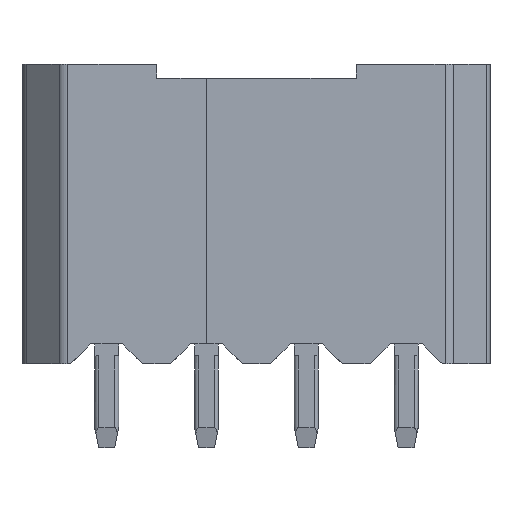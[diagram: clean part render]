
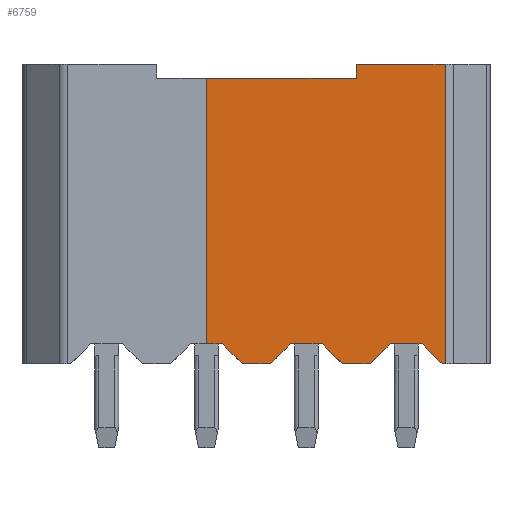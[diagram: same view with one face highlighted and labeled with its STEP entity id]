
A CAD part, front view. The second image highlights one B-rep face of the part: STEP entity #6759.
In plain terms, the highlighted planar face has unit normal (0, -1, 0).
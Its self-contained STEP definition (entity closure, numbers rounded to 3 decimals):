
#6759=ADVANCED_FACE('',(#14823),#14824,.T.);
#9691=VERTEX_POINT('',#17882);
#9693=EDGE_CURVE('',#9691,#17884,#17885,.T.);
#9789=VERTEX_POINT('',#17982);
#9793=VERTEX_POINT('',#17986);
#9795=EDGE_CURVE('',#9793,#9789,#17988,.T.);
#9995=VERTEX_POINT('',#18188);
#9999=EDGE_CURVE('',#9789,#9995,#18192,.T.);
#10007=VERTEX_POINT('',#18200);
#10009=EDGE_CURVE('',#9793,#10007,#18202,.T.);
#10039=EDGE_CURVE('',#9691,#9995,#18232,.T.);
#10175=VERTEX_POINT('',#18368);
#10179=VERTEX_POINT('',#18372);
#10181=EDGE_CURVE('',#10175,#10179,#18374,.T.);
#10259=VERTEX_POINT('',#18452);
#10265=EDGE_CURVE('',#10175,#10259,#18458,.T.);
#10317=VERTEX_POINT('',#18510);
#10321=EDGE_CURVE('',#10317,#10259,#18514,.T.);
#10341=EDGE_CURVE('',#10007,#10317,#18534,.T.);
#10575=VERTEX_POINT('',#18768);
#10579=VERTEX_POINT('',#18772);
#10581=EDGE_CURVE('',#10575,#10579,#18774,.T.);
#10735=VERTEX_POINT('',#18928);
#10741=EDGE_CURVE('',#10575,#10735,#18934,.T.);
#10787=VERTEX_POINT('',#18980);
#10789=EDGE_CURVE('',#10787,#17884,#18982,.T.);
#10791=VERTEX_POINT('',#18984);
#10793=EDGE_CURVE('',#10787,#10791,#18986,.T.);
#10795=EDGE_CURVE('',#10579,#10791,#18988,.T.);
#10797=VERTEX_POINT('',#18990);
#10799=EDGE_CURVE('',#10797,#10735,#18992,.T.);
#10801=EDGE_CURVE('',#10179,#10797,#18994,.T.);
#14823=FACE_OUTER_BOUND('',#25917,.T.);
#14824=PLANE('',#25918);
#17882=CARTESIAN_POINT('',(7.226,0.0,7.5));
#17884=VERTEX_POINT('',#31753);
#17885=LINE('',#31754,#31755);
#17982=CARTESIAN_POINT('',(9.451,0.0,0.));
#17986=CARTESIAN_POINT('',(9.376,0.0,0.));
#17988=LINE('',#31910,#31911);
#18188=CARTESIAN_POINT('',(9.451,0.0,7.5));
#18192=LINE('',#32307,#32308);
#18200=CARTESIAN_POINT('',(8.876,0.0,0.5));
#18202=LINE('',#32346,#32347);
#18232=LINE('',#32396,#32397);
#18368=CARTESIAN_POINT('',(6.876,0.0,0.));
#18372=CARTESIAN_POINT('',(6.376,0.0,0.5));
#18374=LINE('',#32637,#32638);
#18452=CARTESIAN_POINT('',(7.576,0.0,0.));
#18458=LINE('',#32772,#32773);
#18510=CARTESIAN_POINT('',(8.076,0.0,0.5));
#18514=LINE('',#32863,#32864);
#18534=LINE('',#32895,#32896);
#18768=CARTESIAN_POINT('',(4.376,0.0,0.));
#18772=CARTESIAN_POINT('',(3.876,0.0,0.5));
#18774=LINE('',#33285,#33286);
#18928=CARTESIAN_POINT('',(5.076,0.0,0.));
#18934=LINE('',#33541,#33542);
#18980=CARTESIAN_POINT('',(3.476,0.0,7.15));
#18982=LINE('',#33619,#33620);
#18984=CARTESIAN_POINT('',(3.476,0.0,0.5));
#18986=LINE('',#33625,#33626);
#18988=LINE('',#33629,#33630);
#18990=CARTESIAN_POINT('',(5.576,0.0,0.5));
#18992=LINE('',#33635,#33636);
#18994=LINE('',#33639,#33640);
#25917=EDGE_LOOP('',(#40698,#40699,#40700,#40701,#40702,#40703,#40704,#40705,#40706,#40707,#40708,#40709,#40710,#40711,#40712,#40713));
#25918=AXIS2_PLACEMENT_3D('',#40714,#40715,#40716);
#31753=CARTESIAN_POINT('',(7.226,0.0,7.15));
#31754=CARTESIAN_POINT('',(7.226,0.0,7.5));
#31755=VECTOR('',#42217,1.0);
#31910=CARTESIAN_POINT('',(9.376,0.0,0.));
#31911=VECTOR('',#42256,1.0);
#32307=CARTESIAN_POINT('',(9.451,0.0,0.));
#32308=VECTOR('',#42335,1.0);
#32346=CARTESIAN_POINT('',(9.376,0.0,0.));
#32347=VECTOR('',#42337,1.0);
#32396=CARTESIAN_POINT('',(7.226,0.0,7.5));
#32397=VECTOR('',#42352,1.0);
#32637=CARTESIAN_POINT('',(6.876,0.0,0.));
#32638=VECTOR('',#42391,1.0);
#32772=CARTESIAN_POINT('',(6.876,0.0,0.0));
#32773=VECTOR('',#42434,1.0);
#32863=CARTESIAN_POINT('',(8.076,0.0,0.5));
#32864=VECTOR('',#42454,1.0);
#32895=CARTESIAN_POINT('',(8.476,0.0,0.5));
#32896=VECTOR('',#42460,1.0);
#33285=CARTESIAN_POINT('',(4.376,0.0,0.));
#33286=VECTOR('',#42535,1.0);
#33541=CARTESIAN_POINT('',(4.376,0.0,0.0));
#33542=VECTOR('',#42603,1.0);
#33619=CARTESIAN_POINT('',(3.476,0.0,7.15));
#33620=VECTOR('',#42618,1.0);
#33625=CARTESIAN_POINT('',(3.476,0.0,7.15));
#33626=VECTOR('',#42619,1.0);
#33629=CARTESIAN_POINT('',(3.876,0.0,0.5));
#33630=VECTOR('',#42620,1.0);
#33635=CARTESIAN_POINT('',(5.576,0.0,0.5));
#33636=VECTOR('',#42621,1.0);
#33639=CARTESIAN_POINT('',(5.976,0.0,0.5));
#33640=VECTOR('',#42622,1.0);
#40698=ORIENTED_EDGE('',*,*,#9693,.T.);
#40699=ORIENTED_EDGE('',*,*,#10789,.F.);
#40700=ORIENTED_EDGE('',*,*,#10793,.T.);
#40701=ORIENTED_EDGE('',*,*,#10795,.F.);
#40702=ORIENTED_EDGE('',*,*,#10581,.F.);
#40703=ORIENTED_EDGE('',*,*,#10741,.T.);
#40704=ORIENTED_EDGE('',*,*,#10799,.F.);
#40705=ORIENTED_EDGE('',*,*,#10801,.F.);
#40706=ORIENTED_EDGE('',*,*,#10181,.F.);
#40707=ORIENTED_EDGE('',*,*,#10265,.T.);
#40708=ORIENTED_EDGE('',*,*,#10321,.F.);
#40709=ORIENTED_EDGE('',*,*,#10341,.F.);
#40710=ORIENTED_EDGE('',*,*,#10009,.F.);
#40711=ORIENTED_EDGE('',*,*,#9795,.T.);
#40712=ORIENTED_EDGE('',*,*,#9999,.T.);
#40713=ORIENTED_EDGE('',*,*,#10039,.F.);
#40714=CARTESIAN_POINT('',(6.038,0.0,-0.179));
#40715=DIRECTION('',(0.0,-1.0,0.0));
#40716=DIRECTION('',(0.0,0.0,-1.0));
#42217=DIRECTION('',(0.0,0.0,-1.0));
#42256=DIRECTION('',(1.0,0.0,0.0));
#42335=DIRECTION('',(0.0,0.0,1.0));
#42337=DIRECTION('',(-0.707,0.0,0.707));
#42352=DIRECTION('',(1.0,0.0,0.0));
#42391=DIRECTION('',(-0.707,0.0,0.707));
#42434=DIRECTION('',(1.0,0.0,0.0));
#42454=DIRECTION('',(-0.707,0.0,-0.707));
#42460=DIRECTION('',(-1.0,0.0,0.0));
#42535=DIRECTION('',(-0.707,0.0,0.707));
#42603=DIRECTION('',(1.0,0.0,0.0));
#42618=DIRECTION('',(1.0,0.0,0.0));
#42619=DIRECTION('',(0.,0.0,-1.0));
#42620=DIRECTION('',(-1.0,0.0,0.0));
#42621=DIRECTION('',(-0.707,0.0,-0.707));
#42622=DIRECTION('',(-1.0,0.0,0.0));
